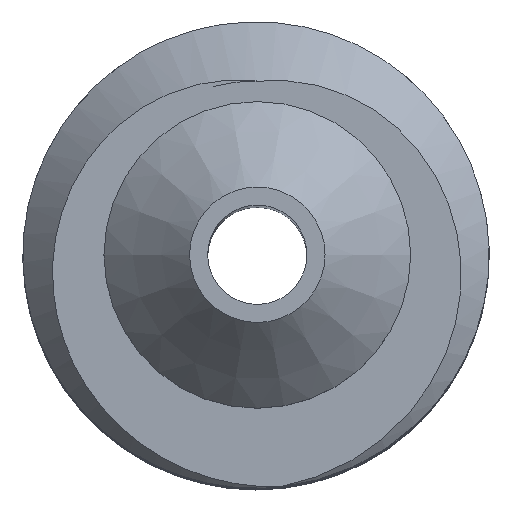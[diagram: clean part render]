
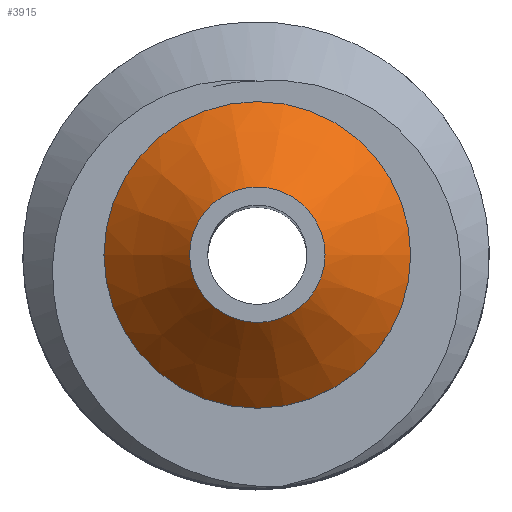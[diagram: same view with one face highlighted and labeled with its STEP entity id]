
A CAD part, top view. The second image highlights one B-rep face of the part: STEP entity #3915.
In plain terms, the highlighted conical face has half-angle 45 degrees and reference radius 0.443 mm.
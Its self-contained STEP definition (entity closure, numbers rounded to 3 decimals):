
#3837=CARTESIAN_POINT('',(1.003,0.,10.77));
#3838=VERTEX_POINT('',#3837);
#3848=CARTESIAN_POINT('',(-1.003,-0.,10.77));
#3849=VERTEX_POINT('',#3848);
#3850=CARTESIAN_POINT('',(0.,0.,10.77));
#3851=DIRECTION('',(0.,0.,-1.));
#3852=DIRECTION('',(-1.,0.,0.));
#3853=AXIS2_PLACEMENT_3D('',#3850,#3851,#3852);
#3854=CIRCLE('',#3853,1.003);
#3855=EDGE_CURVE('',#3838,#3849,#3854,.T.);
#3857=CARTESIAN_POINT('',(0.,0.,10.77));
#3858=DIRECTION('',(0.,0.,-1.));
#3859=DIRECTION('',(-1.,0.,0.));
#3860=AXIS2_PLACEMENT_3D('',#3857,#3858,#3859);
#3861=CIRCLE('',#3860,1.003);
#3862=EDGE_CURVE('',#3849,#3838,#3861,.T.);
#3876=CARTESIAN_POINT('',(0.443,0.,11.33));
#3877=VERTEX_POINT('',#3876);
#3878=CARTESIAN_POINT('',(-0.443,0.,11.33));
#3879=VERTEX_POINT('',#3878);
#3880=CARTESIAN_POINT('',(0.,0.,11.33));
#3881=DIRECTION('',(0.,0.,1.));
#3882=DIRECTION('',(1.,0.,-0.));
#3883=AXIS2_PLACEMENT_3D('',#3880,#3881,#3882);
#3884=CIRCLE('',#3883,0.443);
#3885=EDGE_CURVE('',#3877,#3879,#3884,.T.);
#3887=CARTESIAN_POINT('',(0.,0.,11.33));
#3888=DIRECTION('',(0.,0.,1.));
#3889=DIRECTION('',(1.,0.,-0.));
#3890=AXIS2_PLACEMENT_3D('',#3887,#3888,#3889);
#3891=CIRCLE('',#3890,0.443);
#3892=EDGE_CURVE('',#3879,#3877,#3891,.T.);
#3897=CARTESIAN_POINT('',(0.,0.,11.33));
#3898=DIRECTION('',(0.,0.,-1.));
#3899=DIRECTION('',(-1.,0.,0.));
#3900=AXIS2_PLACEMENT_3D('',#3897,#3898,#3899);
#3901=CONICAL_SURFACE('',#3900,0.443,45.);
#3902=CARTESIAN_POINT('',(-1.003,0.,10.77));
#3903=DIRECTION('',(0.707,-0.,0.707));
#3904=VECTOR('',#3903,0.792);
#3905=LINE('',#3902,#3904);
#3906=EDGE_CURVE('',#3849,#3879,#3905,.T.);
#3907=ORIENTED_EDGE('',*,*,#3906,.T.);
#3908=ORIENTED_EDGE('',*,*,#3885,.F.);
#3909=ORIENTED_EDGE('',*,*,#3892,.F.);
#3910=ORIENTED_EDGE('',*,*,#3906,.F.);
#3911=ORIENTED_EDGE('',*,*,#3855,.F.);
#3912=ORIENTED_EDGE('',*,*,#3862,.F.);
#3913=EDGE_LOOP('',(#3907,#3908,#3909,#3910,#3911,#3912));
#3914=FACE_BOUND('',#3913,.T.);
#3915=ADVANCED_FACE('',(#3914),#3901,.T.);
